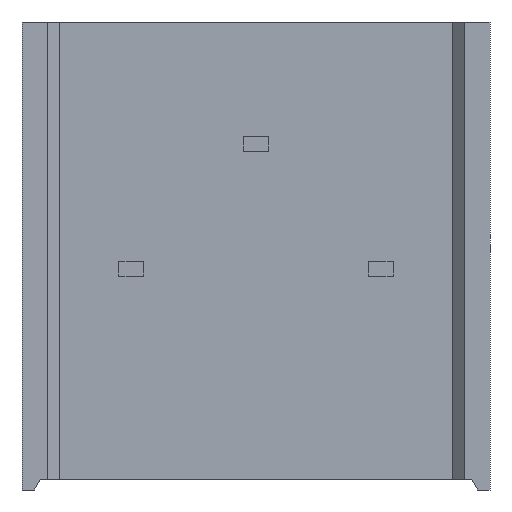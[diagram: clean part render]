
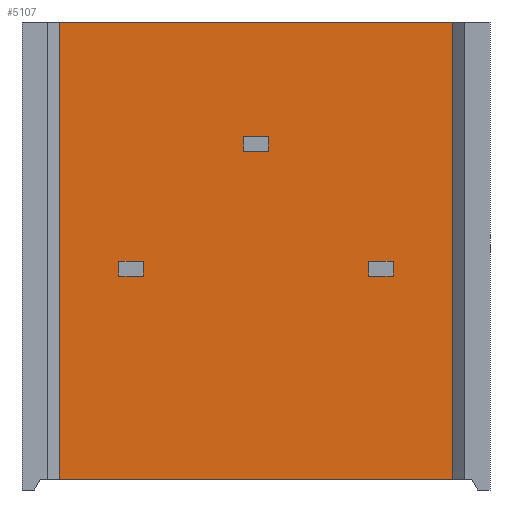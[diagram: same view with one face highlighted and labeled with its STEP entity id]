
A CAD part, front view. The second image highlights one B-rep face of the part: STEP entity #5107.
In plain terms, the highlighted planar face has unit normal (0, -1, 0).
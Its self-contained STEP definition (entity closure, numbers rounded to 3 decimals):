
#66=LINE('',#6443,#342);
#74=LINE('',#6705,#350);
#75=LINE('',#6708,#351);
#76=LINE('',#6710,#352);
#77=LINE('',#6712,#353);
#78=LINE('',#6713,#354);
#79=LINE('',#6715,#355);
#80=LINE('',#6717,#356);
#81=LINE('',#6718,#357);
#82=LINE('',#6721,#358);
#83=LINE('',#6723,#359);
#84=LINE('',#6725,#360);
#85=LINE('',#6726,#361);
#86=LINE('',#6729,#362);
#87=LINE('',#6731,#363);
#88=LINE('',#6733,#364);
#342=VECTOR('',#5531,1000.);
#350=VECTOR('',#5541,1000.);
#351=VECTOR('',#5542,1000.);
#352=VECTOR('',#5543,1000.);
#353=VECTOR('',#5544,1000.);
#354=VECTOR('',#5545,1000.);
#355=VECTOR('',#5546,1000.);
#356=VECTOR('',#5547,1000.);
#357=VECTOR('',#5548,1000.);
#358=VECTOR('',#5549,1000.);
#359=VECTOR('',#5550,1000.);
#360=VECTOR('',#5551,1000.);
#361=VECTOR('',#5552,1000.);
#362=VECTOR('',#5553,1000.);
#363=VECTOR('',#5554,1000.);
#364=VECTOR('',#5555,1000.);
#700=ORIENTED_EDGE('',*,*,#1808,.F.);
#701=ORIENTED_EDGE('',*,*,#1809,.F.);
#702=ORIENTED_EDGE('',*,*,#1810,.F.);
#703=ORIENTED_EDGE('',*,*,#1811,.F.);
#704=ORIENTED_EDGE('',*,*,#1812,.T.);
#705=ORIENTED_EDGE('',*,*,#1766,.T.);
#706=ORIENTED_EDGE('',*,*,#1813,.F.);
#707=ORIENTED_EDGE('',*,*,#1814,.F.);
#708=ORIENTED_EDGE('',*,*,#1815,.F.);
#709=ORIENTED_EDGE('',*,*,#1816,.F.);
#710=ORIENTED_EDGE('',*,*,#1817,.F.);
#711=ORIENTED_EDGE('',*,*,#1818,.F.);
#712=ORIENTED_EDGE('',*,*,#1819,.F.);
#713=ORIENTED_EDGE('',*,*,#1820,.F.);
#714=ORIENTED_EDGE('',*,*,#1821,.F.);
#715=ORIENTED_EDGE('',*,*,#1822,.F.);
#1766=EDGE_CURVE('',#2320,#2321,#66,.T.);
#1808=EDGE_CURVE('',#2362,#2363,#74,.T.);
#1809=EDGE_CURVE('',#2364,#2362,#75,.T.);
#1810=EDGE_CURVE('',#2365,#2364,#76,.T.);
#1811=EDGE_CURVE('',#2363,#2365,#77,.T.);
#1812=EDGE_CURVE('',#2366,#2320,#78,.T.);
#1813=EDGE_CURVE('',#2367,#2321,#79,.T.);
#1814=EDGE_CURVE('',#2366,#2367,#80,.T.);
#1815=EDGE_CURVE('',#2368,#2369,#81,.T.);
#1816=EDGE_CURVE('',#2370,#2368,#82,.T.);
#1817=EDGE_CURVE('',#2371,#2370,#83,.T.);
#1818=EDGE_CURVE('',#2369,#2371,#84,.T.);
#1819=EDGE_CURVE('',#2372,#2373,#85,.T.);
#1820=EDGE_CURVE('',#2374,#2372,#86,.T.);
#1821=EDGE_CURVE('',#2375,#2374,#87,.T.);
#1822=EDGE_CURVE('',#2373,#2375,#88,.T.);
#2320=VERTEX_POINT('',#6444);
#2321=VERTEX_POINT('',#6445);
#2362=VERTEX_POINT('',#6706);
#2363=VERTEX_POINT('',#6707);
#2364=VERTEX_POINT('',#6709);
#2365=VERTEX_POINT('',#6711);
#2366=VERTEX_POINT('',#6714);
#2367=VERTEX_POINT('',#6716);
#2368=VERTEX_POINT('',#6719);
#2369=VERTEX_POINT('',#6720);
#2370=VERTEX_POINT('',#6722);
#2371=VERTEX_POINT('',#6724);
#2372=VERTEX_POINT('',#6727);
#2373=VERTEX_POINT('',#6728);
#2374=VERTEX_POINT('',#6730);
#2375=VERTEX_POINT('',#6732);
#2928=EDGE_LOOP('',(#700,#701,#702,#703));
#2929=EDGE_LOOP('',(#704,#705,#706,#707));
#2930=EDGE_LOOP('',(#708,#709,#710,#711));
#2931=EDGE_LOOP('',(#712,#713,#714,#715));
#3174=FACE_BOUND('',#2928,.T.);
#3175=FACE_BOUND('',#2929,.T.);
#3176=FACE_BOUND('',#2930,.T.);
#3177=FACE_BOUND('',#2931,.T.);
#3409=PLANE('',#5328);
#5107=ADVANCED_FACE('',(#3174,#3175,#3176,#3177),#3409,.F.);
#5328=AXIS2_PLACEMENT_3D('',#6704,#5539,#5540);
#5531=DIRECTION('',(-1.,0.,0.));
#5539=DIRECTION('',(0.,1.,0.));
#5540=DIRECTION('',(-1.,0.,0.));
#5541=DIRECTION('',(0.,0.,-1.));
#5542=DIRECTION('',(-1.,0.,0.));
#5543=DIRECTION('',(0.,0.,1.));
#5544=DIRECTION('',(1.,0.,0.));
#5545=DIRECTION('',(0.,0.,1.));
#5546=DIRECTION('',(0.,0.,1.));
#5547=DIRECTION('',(-1.,0.,0.));
#5548=DIRECTION('',(0.,0.,-1.));
#5549=DIRECTION('',(-1.,0.,0.));
#5550=DIRECTION('',(0.,0.,1.));
#5551=DIRECTION('',(1.,0.,0.));
#5552=DIRECTION('',(0.,0.,-1.));
#5553=DIRECTION('',(-1.,0.,0.));
#5554=DIRECTION('',(0.,0.,1.));
#5555=DIRECTION('',(1.,0.,0.));
#6443=CARTESIAN_POINT('',(4.,-4.58,4.76));
#6444=CARTESIAN_POINT('',(4.,-4.58,4.76));
#6445=CARTESIAN_POINT('',(-4.,-4.58,4.76));
#6704=CARTESIAN_POINT('',(4.,-4.58,-45.24));
#6705=CARTESIAN_POINT('',(2.29,-4.58,-0.11));
#6706=CARTESIAN_POINT('',(2.29,-4.58,-0.11));
#6707=CARTESIAN_POINT('',(2.29,-4.58,-0.41));
#6708=CARTESIAN_POINT('',(2.79,-4.58,-0.11));
#6709=CARTESIAN_POINT('',(2.79,-4.58,-0.11));
#6710=CARTESIAN_POINT('',(2.79,-4.58,-0.41));
#6711=CARTESIAN_POINT('',(2.79,-4.58,-0.41));
#6712=CARTESIAN_POINT('',(2.29,-4.58,-0.41));
#6713=CARTESIAN_POINT('',(4.,-4.58,-45.24));
#6714=CARTESIAN_POINT('',(4.,-4.58,-4.543));
#6715=CARTESIAN_POINT('',(-4.,-4.58,-45.24));
#6716=CARTESIAN_POINT('',(-4.,-4.58,-4.543));
#6717=CARTESIAN_POINT('',(4.385,-4.58,-4.543));
#6718=CARTESIAN_POINT('',(-0.25,-4.58,2.43));
#6719=CARTESIAN_POINT('',(-0.25,-4.58,2.43));
#6720=CARTESIAN_POINT('',(-0.25,-4.58,2.13));
#6721=CARTESIAN_POINT('',(0.25,-4.58,2.43));
#6722=CARTESIAN_POINT('',(0.25,-4.58,2.43));
#6723=CARTESIAN_POINT('',(0.25,-4.58,2.13));
#6724=CARTESIAN_POINT('',(0.25,-4.58,2.13));
#6725=CARTESIAN_POINT('',(-0.25,-4.58,2.13));
#6726=CARTESIAN_POINT('',(-2.79,-4.58,-0.11));
#6727=CARTESIAN_POINT('',(-2.79,-4.58,-0.11));
#6728=CARTESIAN_POINT('',(-2.79,-4.58,-0.41));
#6729=CARTESIAN_POINT('',(-2.29,-4.58,-0.11));
#6730=CARTESIAN_POINT('',(-2.29,-4.58,-0.11));
#6731=CARTESIAN_POINT('',(-2.29,-4.58,-0.41));
#6732=CARTESIAN_POINT('',(-2.29,-4.58,-0.41));
#6733=CARTESIAN_POINT('',(-2.79,-4.58,-0.41));
